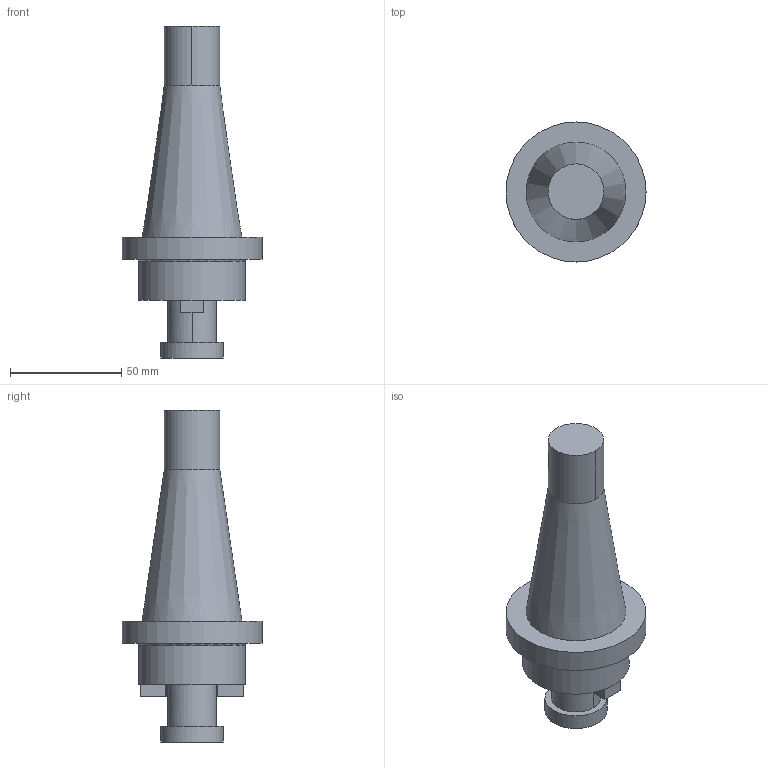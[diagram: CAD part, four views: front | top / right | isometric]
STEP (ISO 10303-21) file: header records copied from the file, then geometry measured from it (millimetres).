
FILE_DESCRIPTION(/* description */ (''),/* implementation_level */ '2;1');
FILE_NAME(/* name */ '2080.40-FMH1.22.030.stp',/* time_stamp */ '2024-06-20T14:54:08+02:00',/* author */ (''),/* organization */ (''),/* preprocessor_version */ 'ST-DEVELOPER v16.7',/* originating_system */ 'SIEMENS PLM Software NX 12.0',/* authorisation */ '');
FILE_SCHEMA (('AUTOMOTIVE_DESIGN { 1 0 10303 214 3 1 1 1 }'));
Length unit declared in the file: millimetre
Products named in the file (1): pf66281C5546dlxg
Bounding box: 63 x 63 x 149.4 mm (x, y, z)
Volume: 157782.1 mm3; surface area: 22619.8 mm2
Topology: 1 solids, 2 shells, 34 faces, 84 edges, 60 vertices
Faces by surface type: plane 23, cylinder 7, cone 3, torus 1
Full cylindrical faces by diameter (mm): 28 x1, 48 x1, 63 x1
Entity records: 1074 total; most frequent: DIRECTION 189, CARTESIAN_POINT 177, ORIENTED_EDGE 158, EDGE_CURVE 79, AXIS2_PLACEMENT_3D 72, VERTEX_POINT 60, EDGE_LOOP 45, LINE 45
